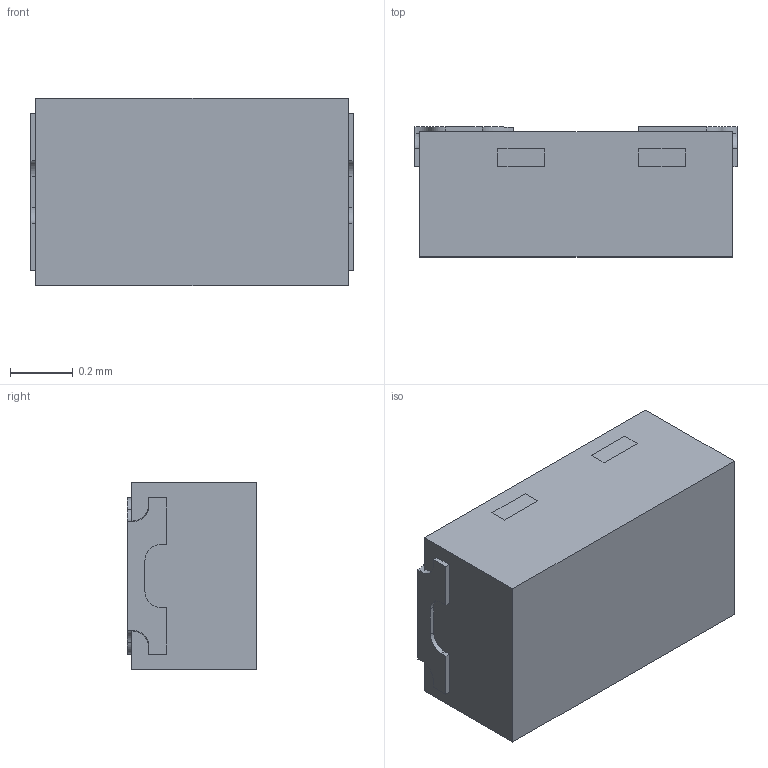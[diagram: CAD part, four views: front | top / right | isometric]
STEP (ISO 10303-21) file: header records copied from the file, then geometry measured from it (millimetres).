
FILE_DESCRIPTION(/* description */ ('Unknown'),/* implementation_level */ '2;1');
FILE_NAME(/* name */ 'SWP-DFN1006C-2_STP',/* time_stamp */ '2020-12-03T11:13:51+08:00',/* author */ ('Unknown'),/* organization */ ('Unknown'),/* preprocessor_version */ 'ST-DEVELOPER v16.7',/* originating_system */ 'DEX',/* authorisation */ $);
FILE_SCHEMA (('AUTOMOTIVE_DESIGN {1 0 10303 214 3 1 1}'));
Length unit declared in the file: millimetre
Products named in the file (3): SWP-DFN1006C-2; Compound; LF forװo
Assembly tree (2 placements, depth 2):
  SWP-DFN1006C-2
    Compound
    LF forװo
Bounding box: 1.03 x 0.41 x 0.6 mm (x, y, z)
Volume: 0.2 mm3; surface area: 4.5 mm2
Topology: 3 solids, 3 shells, 116 faces, 328 edges, 210 vertices
Faces by surface type: plane 54, cylinder 42, torus 12, sphere 8
Entity records: 4287 total; most frequent: CARTESIAN_POINT 689, DIRECTION 662, ORIENTED_EDGE 648, EDGE_CURVE 324, AXIS2_PLACEMENT_3D 231, VERTEX_POINT 210, LINE 200, VECTOR 200
